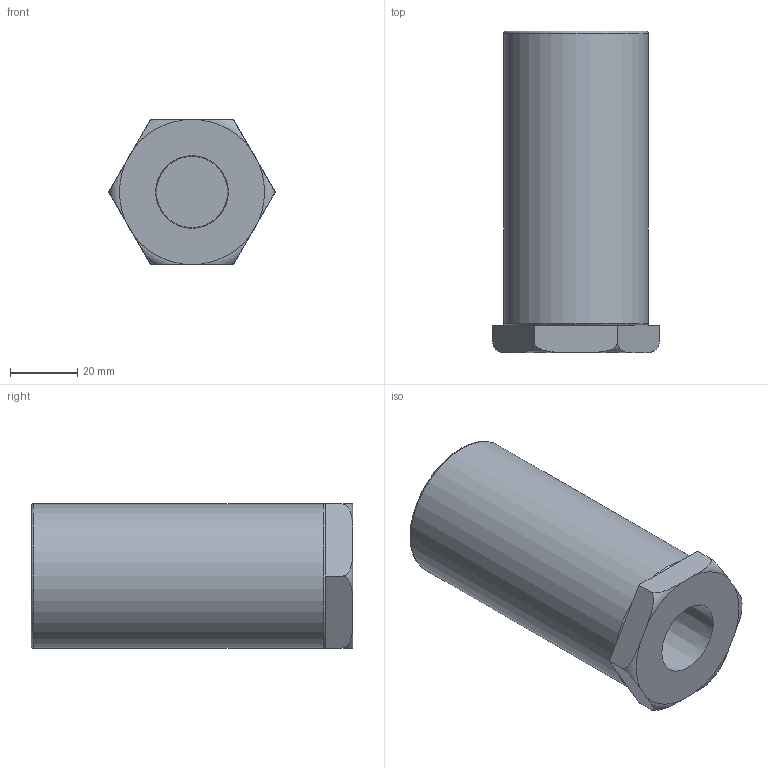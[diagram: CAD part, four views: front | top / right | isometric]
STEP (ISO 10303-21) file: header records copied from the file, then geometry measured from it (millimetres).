
FILE_DESCRIPTION((''),'2;1');
FILE_NAME('AV-50-CPVC-S_R0.stp','2017-08-01T16:26:16',('salesdesk5'),(''),'Autodesk Inventor 2009','Autodesk Inventor 2009','');
FILE_SCHEMA(('AUTOMOTIVE_DESIGN { 1 0 10303 214 1 1 1 1 }'));
Length unit declared in the file: inch
Products named in the file (1): AV-50-CPVC-S_R0
Bounding box: 49.57 x 95.76 x 43.18 mm (x, y, z)
Volume: 130469 mm3; surface area: 18458.6 mm2
Topology: 1 solids, 1 shells, 23 faces, 51 edges, 33 vertices
Faces by surface type: plane 11, torus 8, cone 2, cylinder 2
Full cylindrical faces by diameter (mm): 17.856 x1, 43.18 x1
Entity records: 758 total; most frequent: CARTESIAN_POINT 234, DIRECTION 96, ORIENTED_EDGE 90, EDGE_CURVE 45, AXIS2_PLACEMENT_3D 39, VERTEX_POINT 33, EDGE_LOOP 32, FACE_OUTER_BOUND 23
